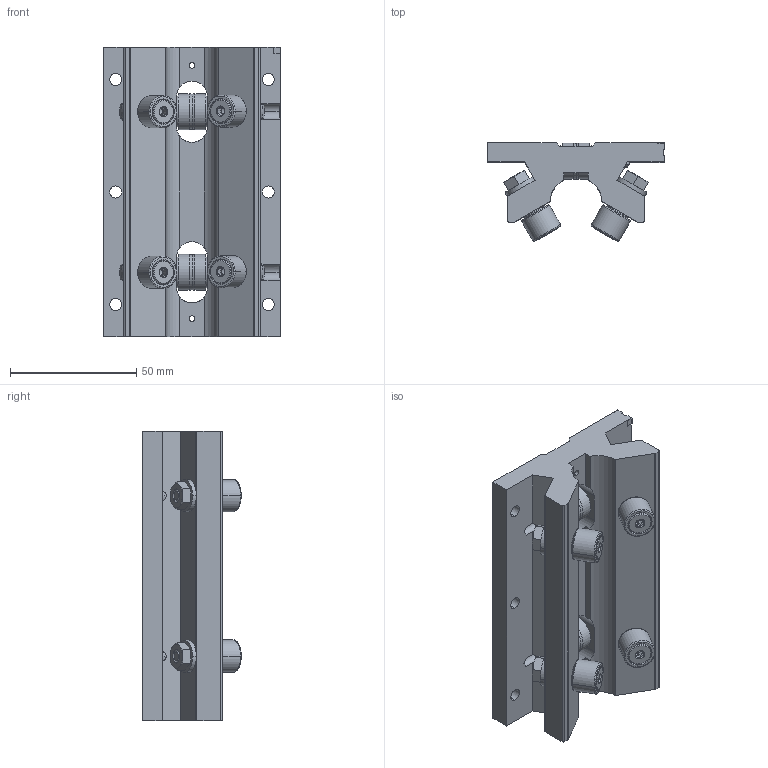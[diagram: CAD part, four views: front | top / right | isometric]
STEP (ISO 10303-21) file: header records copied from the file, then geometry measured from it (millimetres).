
FILE_DESCRIPTION (( 'STEP AP203' ), '1' );
FILE_NAME ('TWN-12-OPN.step', '2024-10-21T11:12:22', ( '' ), ( '' ), 'SwSTEP 2.0', 'SolidWorks 2023', '' );
FILE_SCHEMA (( 'CONFIG_CONTROL_DESIGN' ));
Length unit declared in the file: inch
Products named in the file (1): TWN-12-OPN
Bounding box: 69.85 x 38.9 x 114.3 mm (x, y, z)
Volume: 133829.3 mm3; surface area: 43001.2 mm2
Topology: 19 solids, 19 shells, 580 faces, 1412 edges, 884 vertices
Faces by surface type: plane 238, cylinder 182, cone 128, bspline 16, torus 8, sphere 8
Entity records: 18243 total; most frequent: CARTESIAN_POINT 4437, DIRECTION 2962, ORIENTED_EDGE 2784, EDGE_CURVE 1392, AXIS2_PLACEMENT_3D 1153, VERTEX_POINT 884, EDGE_LOOP 670, LINE 656
